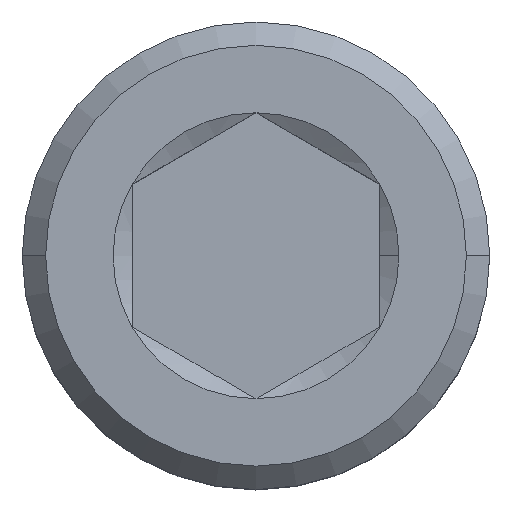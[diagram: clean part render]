
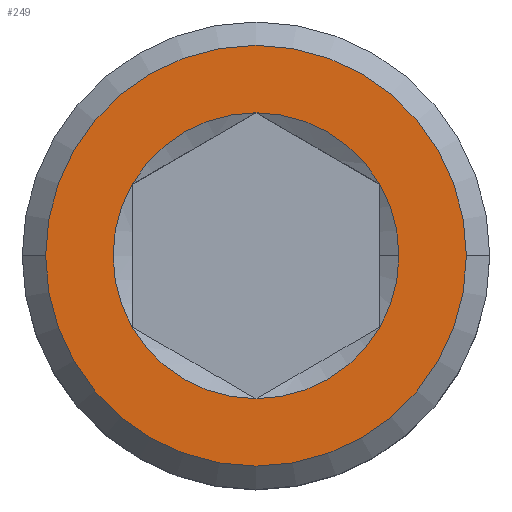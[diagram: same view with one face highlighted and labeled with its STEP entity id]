
A CAD part, top view. The second image highlights one B-rep face of the part: STEP entity #249.
In plain terms, the highlighted planar face has unit normal (0, 0, 1).
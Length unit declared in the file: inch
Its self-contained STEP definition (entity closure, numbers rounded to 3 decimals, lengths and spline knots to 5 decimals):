
#54 = CARTESIAN_POINT ( 'NONE',  ( 0., 0.03608, 0.224 ) ) ;
#71 = CARTESIAN_POINT ( 'NONE',  ( 0., 0., 0.224 ) ) ;
#186 = DIRECTION ( 'NONE',  ( 1., 0., 0. ) ) ;
#249 = ADVANCED_FACE ( 'NONE', ( #3675, #4322 ), #2789, .T. ) ;
#270 = DIRECTION ( 'NONE',  ( 0., 0., 1. ) ) ;
#276 = CARTESIAN_POINT ( 'NONE',  ( 0., 0.059, 0.224 ) ) ;
#430 = CIRCLE ( 'NONE', #4935, 0.03608 ) ;
#494 = AXIS2_PLACEMENT_3D ( 'NONE', #2768, #270, #659 ) ;
#509 = VERTEX_POINT ( 'NONE', #876 ) ;
#567 = CARTESIAN_POINT ( 'NONE',  ( 0., 0., 0.224 ) ) ;
#611 = AXIS2_PLACEMENT_3D ( 'NONE', #1506, #2718, #1085 ) ;
#659 = DIRECTION ( 'NONE',  ( 1., 0., 0. ) ) ;
#707 = EDGE_CURVE ( 'NONE', #4486, #5259, #3872, .T. ) ;
#711 = CARTESIAN_POINT ( 'NONE',  ( 0.0531, 0., 0.224 ) ) ;
#876 = CARTESIAN_POINT ( 'NONE',  ( 0., -0.03608, 0.224 ) ) ;
#892 = ORIENTED_EDGE ( 'NONE', *, *, #707, .F. ) ;
#949 = ORIENTED_EDGE ( 'NONE', *, *, #2150, .F. ) ;
#1053 = EDGE_CURVE ( 'NONE', #3265, #4486, #1828, .T. ) ;
#1085 = DIRECTION ( 'NONE',  ( 1., 0., 0. ) ) ;
#1248 = CIRCLE ( 'NONE', #2205, 0.03608 ) ;
#1261 = EDGE_CURVE ( 'NONE', #5259, #509, #1248, .T. ) ;
#1298 = EDGE_CURVE ( 'NONE', #1683, #1852, #5036, .T. ) ;
#1343 = ORIENTED_EDGE ( 'NONE', *, *, #1721, .F. ) ;
#1506 = CARTESIAN_POINT ( 'NONE',  ( 0., 0., 0.224 ) ) ;
#1607 = CIRCLE ( 'NONE', #3388, 0.03608 ) ;
#1612 = ORIENTED_EDGE ( 'NONE', *, *, #1053, .F. ) ;
#1623 = CARTESIAN_POINT ( 'NONE',  ( -0.03125, -0.01804, 0.224 ) ) ;
#1636 = CARTESIAN_POINT ( 'NONE',  ( -0.03125, 0.01804, 0.224 ) ) ;
#1667 = DIRECTION ( 'NONE',  ( 0., 0., 1. ) ) ;
#1683 = VERTEX_POINT ( 'NONE', #711 ) ;
#1721 = EDGE_CURVE ( 'NONE', #3582, #3265, #1607, .T. ) ;
#1779 = DIRECTION ( 'NONE',  ( 1., 0., 0. ) ) ;
#1828 = CIRCLE ( 'NONE', #611, 0.03608 ) ;
#1831 = AXIS2_PLACEMENT_3D ( 'NONE', #4518, #1667, #3631 ) ;
#1852 = VERTEX_POINT ( 'NONE', #4790 ) ;
#1854 = VERTEX_POINT ( 'NONE', #3941 ) ;
#2150 = EDGE_CURVE ( 'NONE', #4553, #3582, #430, .T. ) ;
#2205 = AXIS2_PLACEMENT_3D ( 'NONE', #71, #2548, #5051 ) ;
#2235 = ORIENTED_EDGE ( 'NONE', *, *, #1298, .T. ) ;
#2373 = AXIS2_PLACEMENT_3D ( 'NONE', #5018, #4146, #3784 ) ;
#2404 = DIRECTION ( 'NONE',  ( 0., 0., 1. ) ) ;
#2469 = DIRECTION ( 'NONE',  ( 1., 0., 0. ) ) ;
#2529 = EDGE_CURVE ( 'NONE', #1852, #1683, #5065, .T. ) ;
#2548 = DIRECTION ( 'NONE',  ( 0., 0., 1. ) ) ;
#2661 = AXIS2_PLACEMENT_3D ( 'NONE', #4635, #4615, #2990 ) ;
#2718 = DIRECTION ( 'NONE',  ( 0., 0., 1. ) ) ;
#2768 = CARTESIAN_POINT ( 'NONE',  ( 0., 0., 0.224 ) ) ;
#2789 = PLANE ( 'NONE',  #4589 ) ;
#2826 = CARTESIAN_POINT ( 'NONE',  ( 0.03608, 0., 0.224 ) ) ;
#2990 = DIRECTION ( 'NONE',  ( 1., 0., 0. ) ) ;
#3174 = DIRECTION ( 'NONE',  ( 0., 0., 1. ) ) ;
#3227 = ORIENTED_EDGE ( 'NONE', *, *, #5251, .F. ) ;
#3265 = VERTEX_POINT ( 'NONE', #54 ) ;
#3375 = CARTESIAN_POINT ( 'NONE',  ( 0.03125, 0.01804, 0.224 ) ) ;
#3388 = AXIS2_PLACEMENT_3D ( 'NONE', #4496, #3702, #2469 ) ;
#3582 = VERTEX_POINT ( 'NONE', #3375 ) ;
#3595 = EDGE_LOOP ( 'NONE', ( #5002, #2235 ) ) ;
#3631 = DIRECTION ( 'NONE',  ( 1., 0., 0. ) ) ;
#3675 = FACE_OUTER_BOUND ( 'NONE', #3595, .T. ) ;
#3702 = DIRECTION ( 'NONE',  ( 0., 0., 1. ) ) ;
#3784 = DIRECTION ( 'NONE',  ( 1., 0., 0. ) ) ;
#3823 = ORIENTED_EDGE ( 'NONE', *, *, #1261, .F. ) ;
#3872 = CIRCLE ( 'NONE', #4313, 0.03608 ) ;
#3941 = CARTESIAN_POINT ( 'NONE',  ( 0.03125, -0.01804, 0.224 ) ) ;
#3957 = EDGE_LOOP ( 'NONE', ( #1343, #949, #4581, #3227, #3823, #892, #1612 ) ) ;
#4013 = CIRCLE ( 'NONE', #1831, 0.03608 ) ;
#4146 = DIRECTION ( 'NONE',  ( 0., 0., 1. ) ) ;
#4313 = AXIS2_PLACEMENT_3D ( 'NONE', #567, #4600, #1779 ) ;
#4322 = FACE_BOUND ( 'NONE', #3957, .T. ) ;
#4433 = DIRECTION ( 'NONE',  ( 1., 0., 0. ) ) ;
#4486 = VERTEX_POINT ( 'NONE', #1636 ) ;
#4496 = CARTESIAN_POINT ( 'NONE',  ( 0., 0., 0.224 ) ) ;
#4518 = CARTESIAN_POINT ( 'NONE',  ( 0., 0., 0.224 ) ) ;
#4523 = CIRCLE ( 'NONE', #2373, 0.03608 ) ;
#4553 = VERTEX_POINT ( 'NONE', #2826 ) ;
#4581 = ORIENTED_EDGE ( 'NONE', *, *, #5011, .F. ) ;
#4589 = AXIS2_PLACEMENT_3D ( 'NONE', #276, #3174, #186 ) ;
#4600 = DIRECTION ( 'NONE',  ( 0., 0., 1. ) ) ;
#4615 = DIRECTION ( 'NONE',  ( 0., 0., 1. ) ) ;
#4635 = CARTESIAN_POINT ( 'NONE',  ( 0., 0., 0.224 ) ) ;
#4790 = CARTESIAN_POINT ( 'NONE',  ( -0.0531, 0., 0.224 ) ) ;
#4935 = AXIS2_PLACEMENT_3D ( 'NONE', #5292, #2404, #4433 ) ;
#5002 = ORIENTED_EDGE ( 'NONE', *, *, #2529, .T. ) ;
#5011 = EDGE_CURVE ( 'NONE', #1854, #4553, #4013, .T. ) ;
#5018 = CARTESIAN_POINT ( 'NONE',  ( 0., 0., 0.224 ) ) ;
#5036 = CIRCLE ( 'NONE', #2661, 0.0531 ) ;
#5051 = DIRECTION ( 'NONE',  ( 1., 0., 0. ) ) ;
#5065 = CIRCLE ( 'NONE', #494, 0.0531 ) ;
#5251 = EDGE_CURVE ( 'NONE', #509, #1854, #4523, .T. ) ;
#5259 = VERTEX_POINT ( 'NONE', #1623 ) ;
#5292 = CARTESIAN_POINT ( 'NONE',  ( 0., 0., 0.224 ) ) ;
